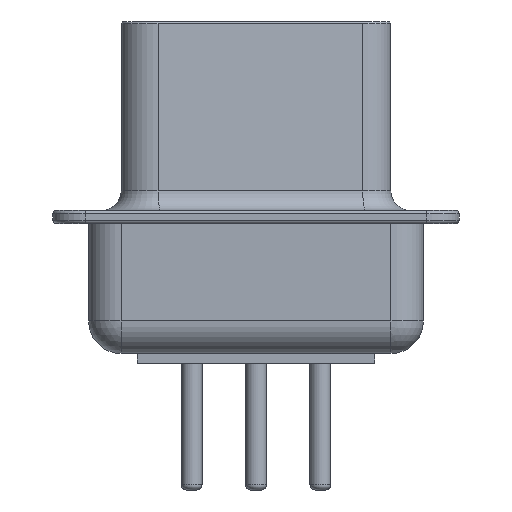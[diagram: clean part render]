
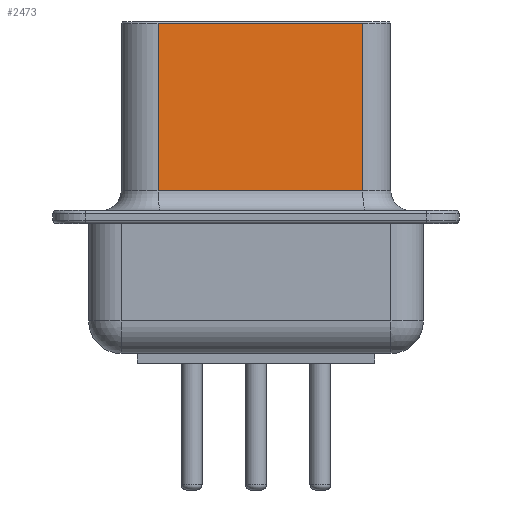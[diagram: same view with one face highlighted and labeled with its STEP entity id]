
A CAD part, left-side view. The second image highlights one B-rep face of the part: STEP entity #2473.
In plain terms, the highlighted planar face has unit normal (-0.991, -0.137, 0).
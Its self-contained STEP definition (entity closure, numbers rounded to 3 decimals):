
#2000 = VERTEX_POINT('',#2001);
#2001 = CARTESIAN_POINT('',(-3.881,1.033,10.45));
#2048 = EDGE_CURVE('',#2000,#2049,#2051,.T.);
#2049 = VERTEX_POINT('',#2050);
#2050 = CARTESIAN_POINT('',(-3.012,-5.267,10.45));
#2051 = LINE('',#2052,#2053);
#2052 = CARTESIAN_POINT('',(-3.881,1.033,10.45));
#2053 = VECTOR('',#2054,1.);
#2054 = DIRECTION('',(0.137,-0.991,-0.));
#2430 = VERTEX_POINT('',#2431);
#2431 = CARTESIAN_POINT('',(-3.881,1.033,5.3));
#2438 = EDGE_CURVE('',#2430,#2000,#2439,.T.);
#2439 = LINE('',#2440,#2441);
#2440 = CARTESIAN_POINT('',(-3.881,1.033,4.7));
#2441 = VECTOR('',#2442,1.);
#2442 = DIRECTION('',(0.,0.,1.));
#2473 = ADVANCED_FACE('',(#2474),#2492,.T.);
#2474 = FACE_BOUND('',#2475,.T.);
#2475 = EDGE_LOOP('',(#2476,#2484,#2485,#2486));
#2476 = ORIENTED_EDGE('',*,*,#2477,.T.);
#2477 = EDGE_CURVE('',#2478,#2049,#2480,.T.);
#2478 = VERTEX_POINT('',#2479);
#2479 = CARTESIAN_POINT('',(-3.012,-5.267,5.3));
#2480 = LINE('',#2481,#2482);
#2481 = CARTESIAN_POINT('',(-3.012,-5.267,4.7));
#2482 = VECTOR('',#2483,1.);
#2483 = DIRECTION('',(0.,0.,1.));
#2484 = ORIENTED_EDGE('',*,*,#2048,.F.);
#2485 = ORIENTED_EDGE('',*,*,#2438,.F.);
#2486 = ORIENTED_EDGE('',*,*,#2487,.F.);
#2487 = EDGE_CURVE('',#2478,#2430,#2488,.T.);
#2488 = LINE('',#2489,#2490);
#2489 = CARTESIAN_POINT('',(-3.012,-5.267,5.3));
#2490 = VECTOR('',#2491,1.);
#2491 = DIRECTION('',(-0.137,0.991,0.));
#2492 = PLANE('',#2493);
#2493 = AXIS2_PLACEMENT_3D('',#2494,#2495,#2496);
#2494 = CARTESIAN_POINT('',(-2.893,-6.13,4.7));
#2495 = DIRECTION('',(-0.991,-0.137,0.));
#2496 = DIRECTION('',(-0.137,0.991,0.));
